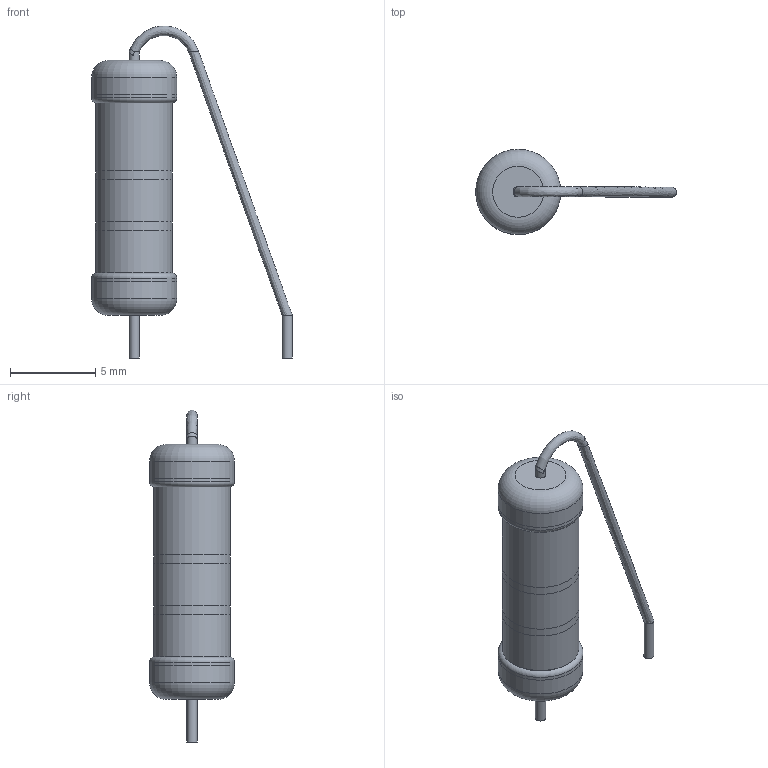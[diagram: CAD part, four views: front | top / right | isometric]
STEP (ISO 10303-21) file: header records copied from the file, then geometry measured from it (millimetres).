
FILE_DESCRIPTION(/* description */ (''),/* implementation_level */ '2;1');
FILE_NAME(/* name */ 'Resistor_TH_Radial_2W.step',/* time_stamp */ '2024-10-27T11:56:52+06:00',/* author */ (''),/* organization */ (''),/* preprocessor_version */ 'ST-DEVELOPER v20',/* originating_system */ 'Autodesk Translation Framework v13.20.0.188',/* authorisation */ '');
FILE_SCHEMA (('AUTOMOTIVE_DESIGN { 1 0 10303 214 3 1 1 }'));
Length unit declared in the file: millimetre
Products named in the file (1): Resistor_TH_Radial_2W
Bounding box: 11.8 x 5 x 19.52 mm (x, y, z)
Volume: 257.6 mm3; surface area: 567.5 mm2
Topology: 11 solids, 11 shells, 42 faces, 61 edges, 41 vertices
Faces by surface type: plane 23, cylinder 12, torus 4, bspline 3
Full cylindrical faces by diameter (mm): 0.6 x3, 4.5 x5, 5 x4
Entity records: 1060 total; most frequent: CARTESIAN_POINT 220, DIRECTION 188, ORIENTED_EDGE 122, AXIS2_PLACEMENT_3D 88, EDGE_CURVE 61, CIRCLE 45, FACE_OUTER_BOUND 42, EDGE_LOOP 42
